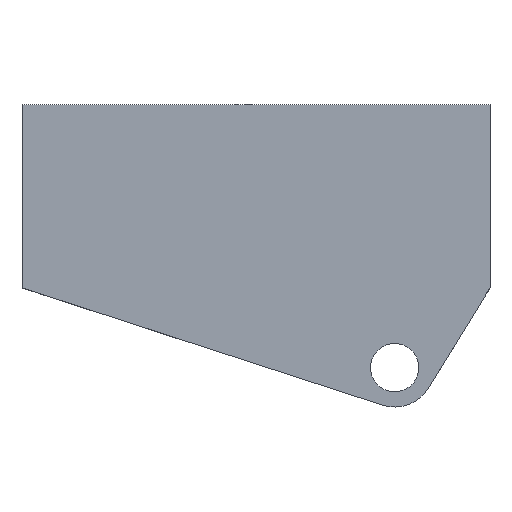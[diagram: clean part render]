
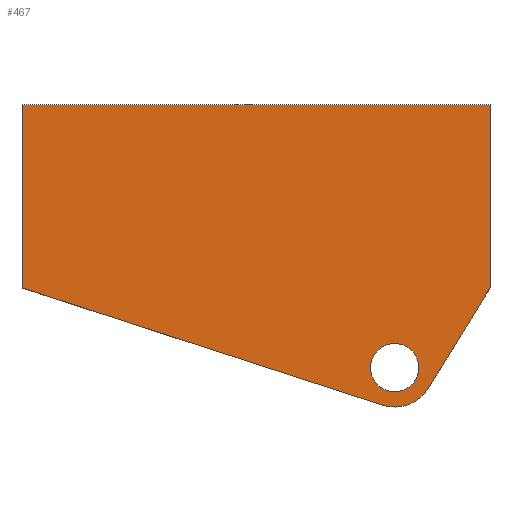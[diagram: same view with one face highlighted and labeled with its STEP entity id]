
A CAD part, front view. The second image highlights one B-rep face of the part: STEP entity #467.
In plain terms, the highlighted planar face has unit normal (0, -1, 0).
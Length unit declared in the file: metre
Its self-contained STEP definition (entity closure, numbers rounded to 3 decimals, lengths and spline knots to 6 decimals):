
#25=CIRCLE('',#509,0.00379);
#27=CIRCLE('',#515,0.002328);
#94=ORIENTED_EDGE('',*,*,#203,.T.);
#95=ORIENTED_EDGE('',*,*,#198,.F.);
#96=ORIENTED_EDGE('',*,*,#196,.F.);
#97=ORIENTED_EDGE('',*,*,#194,.F.);
#98=ORIENTED_EDGE('',*,*,#208,.F.);
#99=ORIENTED_EDGE('',*,*,#209,.T.);
#100=ORIENTED_EDGE('',*,*,#210,.T.);
#194=EDGE_CURVE('',#252,#253,#296,.T.);
#196=EDGE_CURVE('',#253,#254,#25,.T.);
#198=EDGE_CURVE('',#254,#255,#299,.T.);
#203=EDGE_CURVE('',#257,#255,#303,.T.);
#208=EDGE_CURVE('',#260,#252,#307,.T.);
#209=EDGE_CURVE('',#260,#257,#308,.T.);
#210=EDGE_CURVE('',#261,#261,#27,.T.);
#252=VERTEX_POINT('',#734);
#253=VERTEX_POINT('',#736);
#254=VERTEX_POINT('',#740);
#255=VERTEX_POINT('',#744);
#257=VERTEX_POINT('',#752);
#260=VERTEX_POINT('',#761);
#261=VERTEX_POINT('',#764);
#296=LINE('',#735,#348);
#299=LINE('',#743,#351);
#303=LINE('',#751,#355);
#307=LINE('',#760,#359);
#308=LINE('',#762,#360);
#348=VECTOR('',#590,1.);
#351=VECTOR('',#599,1.);
#355=VECTOR('',#607,1.);
#359=VECTOR('',#615,1.);
#360=VECTOR('',#616,1.);
#384=EDGE_LOOP('',(#94,#95,#96,#97,#98,#99));
#385=EDGE_LOOP('',(#100));
#418=FACE_BOUND('',#384,.T.);
#419=FACE_BOUND('',#385,.T.);
#447=PLANE('',#514);
#467=ADVANCED_FACE('',(#418,#419),#447,.F.);
#509=AXIS2_PLACEMENT_3D('',#739,#594,#595);
#514=AXIS2_PLACEMENT_3D('',#759,#613,#614);
#515=AXIS2_PLACEMENT_3D('',#763,#617,#618);
#590=DIRECTION('',(-0.524,0.,-0.852));
#594=DIRECTION('',(0.,1.,0.));
#595=DIRECTION('',(0.,0.,1.));
#599=DIRECTION('',(-0.951,0.,0.309));
#607=DIRECTION('',(0.,0.,-1.));
#613=DIRECTION('',(0.,1.,0.));
#614=DIRECTION('',(-1.,0.,0.));
#615=DIRECTION('',(0.,0.,-1.));
#616=DIRECTION('',(-1.,0.,0.));
#617=DIRECTION('',(0.,1.,0.));
#618=DIRECTION('',(0.,0.,1.));
#734=CARTESIAN_POINT('',(0.267,-0.19555,-0.003));
#735=CARTESIAN_POINT('',(0.264032,-0.19555,-0.007824));
#736=CARTESIAN_POINT('',(0.261064,-0.19555,-0.012648));
#739=CARTESIAN_POINT('',(0.257836,-0.19555,-0.010662));
#740=CARTESIAN_POINT('',(0.256665,-0.19555,-0.014266));
#743=CARTESIAN_POINT('',(0.239332,-0.19555,-0.008633));
#744=CARTESIAN_POINT('',(0.222,-0.19555,-0.003));
#751=CARTESIAN_POINT('',(0.222,-0.19555,-0.00155));
#752=CARTESIAN_POINT('',(0.222,-0.19555,0.0146));
#759=CARTESIAN_POINT('',(0.138232,-0.19555,0.039478));
#760=CARTESIAN_POINT('',(0.267,-0.19555,0.0008));
#761=CARTESIAN_POINT('',(0.267,-0.19555,0.0146));
#762=CARTESIAN_POINT('',(0.2445,-0.19555,0.0146));
#763=CARTESIAN_POINT('',(0.257836,-0.19555,-0.010662));
#764=CARTESIAN_POINT('',(0.257836,-0.19555,-0.008334));
